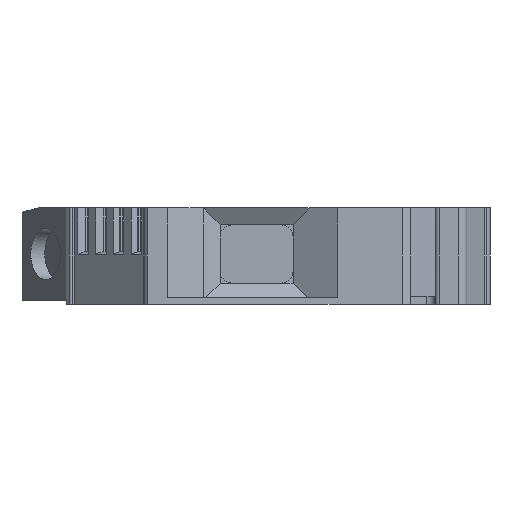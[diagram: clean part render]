
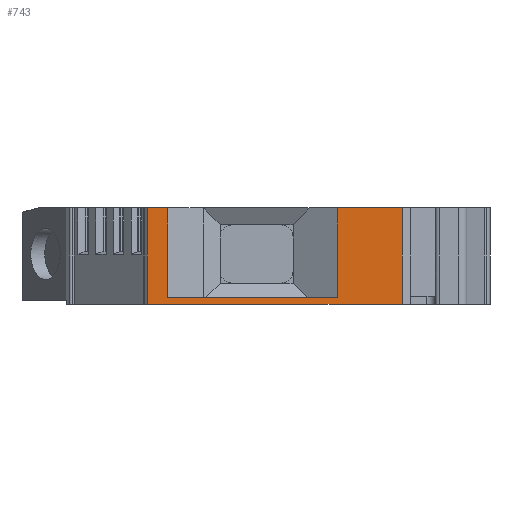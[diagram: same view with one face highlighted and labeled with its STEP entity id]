
A CAD part, left-side view. The second image highlights one B-rep face of the part: STEP entity #743.
In plain terms, the highlighted planar face has unit normal (-1, 0, 0).
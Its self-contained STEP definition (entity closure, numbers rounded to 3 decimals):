
#743=ADVANCED_FACE('',(#1618),#1225,.F.);
#1225=PLANE('',#10704);
#1618=FACE_OUTER_BOUND('',#2146,.T.);
#2146=EDGE_LOOP('',(#3850,#3851,#3852,#3853,#3854,#3855,#3856,#3857));
#3850=ORIENTED_EDGE('',*,*,#6984,.F.);
#3851=ORIENTED_EDGE('',*,*,#7427,.T.);
#3852=ORIENTED_EDGE('',*,*,#7428,.F.);
#3853=ORIENTED_EDGE('',*,*,#7429,.F.);
#3854=ORIENTED_EDGE('',*,*,#6978,.F.);
#3855=ORIENTED_EDGE('',*,*,#7430,.T.);
#3856=ORIENTED_EDGE('',*,*,#6538,.T.);
#3857=ORIENTED_EDGE('',*,*,#7426,.F.);
#5531=VERTEX_POINT('',#14127);
#5532=VERTEX_POINT('',#14129);
#5930=VERTEX_POINT('',#15014);
#5931=VERTEX_POINT('',#15016);
#5936=VERTEX_POINT('',#15026);
#5937=VERTEX_POINT('',#15028);
#6214=VERTEX_POINT('',#15848);
#6215=VERTEX_POINT('',#15850);
#6538=EDGE_CURVE('',#5532,#5531,#8000,.T.);
#6978=EDGE_CURVE('',#5930,#5931,#8304,.T.);
#6984=EDGE_CURVE('',#5936,#5937,#8310,.T.);
#7426=EDGE_CURVE('',#5937,#5531,#8653,.T.);
#7427=EDGE_CURVE('',#5936,#6214,#8654,.T.);
#7428=EDGE_CURVE('',#6215,#6214,#8655,.T.);
#7429=EDGE_CURVE('',#5931,#6215,#8656,.T.);
#7430=EDGE_CURVE('',#5930,#5532,#8657,.T.);
#8000=LINE('',#14128,#9183);
#8304=LINE('',#15015,#9487);
#8310=LINE('',#15027,#9493);
#8653=LINE('',#15845,#9836);
#8654=LINE('',#15847,#9837);
#8655=LINE('',#15849,#9838);
#8656=LINE('',#15851,#9839);
#8657=LINE('',#15852,#9840);
#9183=VECTOR('',#11282,1.);
#9487=VECTOR('',#11954,1.);
#9493=VECTOR('',#11960,1.);
#9836=VECTOR('',#12699,1.);
#9837=VECTOR('',#12702,1.);
#9838=VECTOR('',#12703,1.);
#9839=VECTOR('',#12704,1.);
#9840=VECTOR('',#12705,1.);
#10704=AXIS2_PLACEMENT_3D('',#15853,#12706,#12707);
#11282=DIRECTION('',(0.,-1.,0.));
#11954=DIRECTION('',(0.,-1.,0.));
#11960=DIRECTION('',(0.,-1.,0.));
#12699=DIRECTION('',(0.,0.,-1.));
#12702=DIRECTION('',(0.,0.,-1.));
#12703=DIRECTION('',(0.,-1.,0.));
#12704=DIRECTION('',(0.,0.,-1.));
#12705=DIRECTION('',(0.,0.,-1.));
#12706=DIRECTION('',(1.,0.,0.));
#12707=DIRECTION('',(0.,0.,-1.));
#14127=CARTESIAN_POINT('',(-25.,-47.,0.));
#14128=CARTESIAN_POINT('',(-25.,-15.5,0.));
#14129=CARTESIAN_POINT('',(-25.,-15.5,0.));
#15014=CARTESIAN_POINT('',(-25.,-15.5,11.9));
#15015=CARTESIAN_POINT('',(-25.,-15.5,11.9));
#15016=CARTESIAN_POINT('',(-25.,-18.,11.9));
#15026=CARTESIAN_POINT('',(-25.,-39.,11.9));
#15027=CARTESIAN_POINT('',(-25.,-15.5,11.9));
#15028=CARTESIAN_POINT('',(-25.,-47.,11.9));
#15845=CARTESIAN_POINT('',(-25.,-47.,11.9));
#15847=CARTESIAN_POINT('',(-25.,-39.,11.9));
#15848=CARTESIAN_POINT('',(-25.,-39.,0.8));
#15849=CARTESIAN_POINT('',(-25.,-15.5,0.8));
#15850=CARTESIAN_POINT('',(-25.,-18.,0.8));
#15851=CARTESIAN_POINT('',(-25.,-18.,11.9));
#15852=CARTESIAN_POINT('',(-25.,-15.5,11.9));
#15853=CARTESIAN_POINT('',(-25.,-15.5,11.9));
